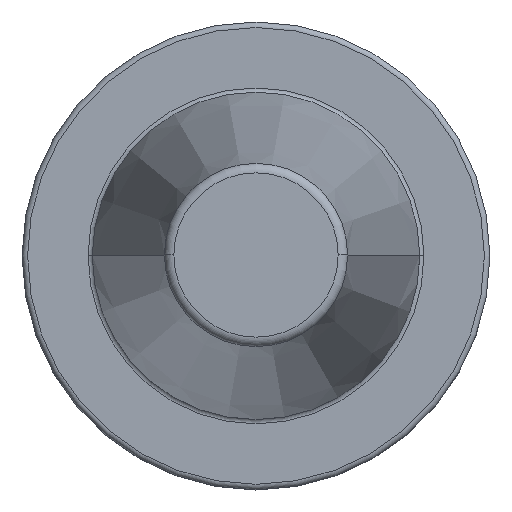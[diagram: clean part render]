
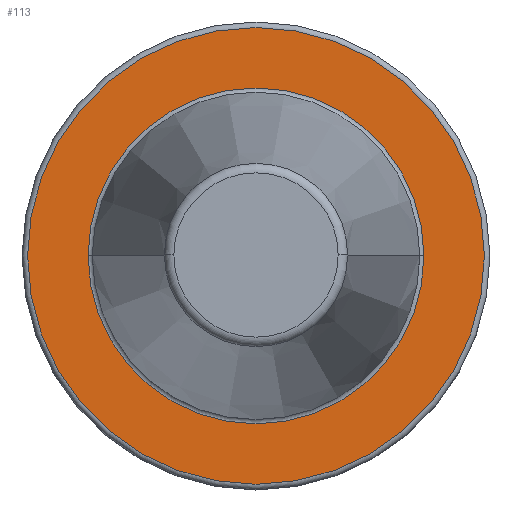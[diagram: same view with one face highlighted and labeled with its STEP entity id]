
A CAD part, top view. The second image highlights one B-rep face of the part: STEP entity #113.
In plain terms, the highlighted planar face has unit normal (0, 0, 1).
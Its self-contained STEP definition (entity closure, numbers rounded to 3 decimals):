
#38=PLANE('',#540);
#47=FACE_BOUND('',#184,.T.);
#48=FACE_BOUND('',#185,.T.);
#113=ADVANCED_FACE('',(#47,#48),#38,.F.);
#184=EDGE_LOOP('',(#271));
#185=EDGE_LOOP('',(#272,#273));
#271=ORIENTED_EDGE('',*,*,#399,.T.);
#272=ORIENTED_EDGE('',*,*,#352,.T.);
#273=ORIENTED_EDGE('',*,*,#354,.T.);
#315=VERTEX_POINT('',#741);
#318=VERTEX_POINT('',#746);
#348=VERTEX_POINT('',#843);
#352=EDGE_CURVE('',#315,#318,#411,.T.);
#354=EDGE_CURVE('',#318,#315,#413,.T.);
#399=EDGE_CURVE('',#348,#348,#443,.T.);
#411=CIRCLE('',#488,22.79);
#413=CIRCLE('',#491,22.79);
#443=CIRCLE('',#539,31.);
#488=AXIS2_PLACEMENT_3D('',#747,#574,#575);
#491=AXIS2_PLACEMENT_3D('',#750,#580,#581);
#539=AXIS2_PLACEMENT_3D('',#842,#691,#692);
#540=AXIS2_PLACEMENT_3D('',#844,#693,#694);
#574=DIRECTION('',(0.,0.,-1.));
#575=DIRECTION('',(-1.,0.,0.));
#580=DIRECTION('',(0.,0.,-1.));
#581=DIRECTION('',(-1.,0.,0.));
#691=DIRECTION('',(0.,0.,1.));
#692=DIRECTION('',(-1.,0.,0.));
#693=DIRECTION('',(0.,0.,-1.));
#694=DIRECTION('',(1.,0.,0.));
#741=CARTESIAN_POINT('',(-22.79,0.,-3.2));
#746=CARTESIAN_POINT('',(22.79,0.,-3.2));
#747=CARTESIAN_POINT('',(0.,0.,-3.2));
#750=CARTESIAN_POINT('',(0.,0.,-3.2));
#842=CARTESIAN_POINT('',(0.,0.,-3.2));
#843=CARTESIAN_POINT('',(-31.,0.,-3.2));
#844=CARTESIAN_POINT('',(0.,22.79,-3.2));
